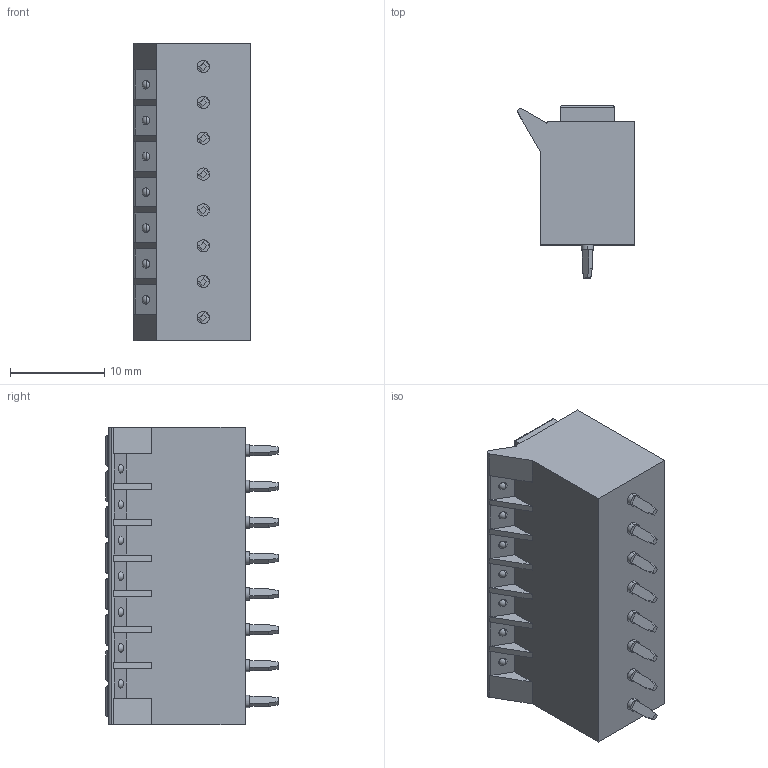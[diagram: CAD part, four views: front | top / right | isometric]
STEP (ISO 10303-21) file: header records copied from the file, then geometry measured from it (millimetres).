
FILE_DESCRIPTION(('SolidDesigner STEP Export'),'1');
FILE_NAME('idc_0.3-8-3.81.stp','2000-10-18T16:50:56',(''),(''), 'SolidDesigner STEP processor Version: 7.0(Mar 1999)for AP214(CD)(Solid Model)', 'CoCreate SolidDesigner: 08.01 19-Jun-2000(C) CoCreate Software GmbH','');
FILE_SCHEMA(('AUTOMOTIVE_DESIGN_CC2 {1 2 10303 214 -1 1 5 1}'));
Length unit declared in the file: millimetre
Products named in the file (2): idc_0.3-8-3.81
Assembly tree (1 placements, depth 2):
  idc_0.3-8-3.81
    idc_0.3-8-3.81
Bounding box: 12.4 x 18.3 x 31.67 mm (x, y, z)
Volume: 4178.6 mm3; surface area: 3234.2 mm2
Topology: 1 solids, 1 shells, 685 faces, 1804 edges, 1126 vertices
Faces by surface type: plane 398, cylinder 218, torus 40, sphere 21, cone 8
Entity records: 27850 total; most frequent: CARTESIAN_POINT 6124, ORIENTED_EDGE 3580, DIRECTION 3202, EDGE_CURVE 1790, VERTEX_POINT 1126, VECTOR 1082, LINE 1082, AXIS2_PLACEMENT_3D 1060
